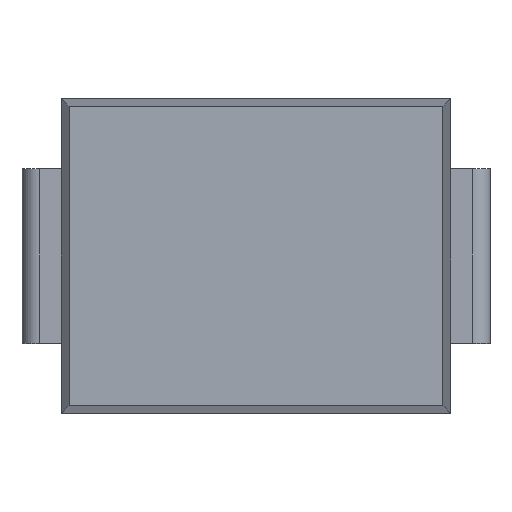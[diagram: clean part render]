
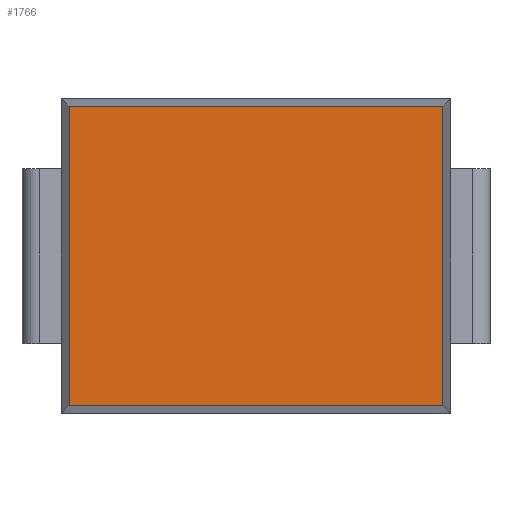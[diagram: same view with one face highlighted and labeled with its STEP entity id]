
A CAD part, top view. The second image highlights one B-rep face of the part: STEP entity #1766.
In plain terms, the highlighted planar face has unit normal (0, 0, 1).
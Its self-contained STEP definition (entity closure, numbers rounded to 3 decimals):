
#129=FACE_OUTER_BOUND('',#229,.T.);
#229=EDGE_LOOP('',(#1408,#1409,#1410,#1411));
#399=LINE('',#2738,#590);
#415=LINE('',#2771,#606);
#418=LINE('',#2776,#609);
#431=LINE('',#2802,#622);
#590=VECTOR('',#2193,1.);
#606=VECTOR('',#2215,1.);
#609=VECTOR('',#2220,1.);
#622=VECTOR('',#2247,1.);
#774=VERTEX_POINT('',#2730);
#777=VERTEX_POINT('',#2736);
#790=VERTEX_POINT('',#2768);
#791=VERTEX_POINT('',#2770);
#985=EDGE_CURVE('',#774,#777,#399,.T.);
#1001=EDGE_CURVE('',#790,#791,#415,.T.);
#1004=EDGE_CURVE('',#790,#774,#418,.T.);
#1017=EDGE_CURVE('',#791,#777,#431,.T.);
#1408=ORIENTED_EDGE('',*,*,#985,.T.);
#1409=ORIENTED_EDGE('',*,*,#1017,.F.);
#1410=ORIENTED_EDGE('',*,*,#1001,.F.);
#1411=ORIENTED_EDGE('',*,*,#1004,.T.);
#1684=PLANE('',#1894);
#1766=ADVANCED_FACE('',(#129),#1684,.T.);
#1894=AXIS2_PLACEMENT_3D('',#2801,#2245,#2246);
#2193=DIRECTION('',(-1.,0.,0.));
#2215=DIRECTION('',(-1.,0.,0.));
#2220=DIRECTION('',(0.,1.,0.));
#2245=DIRECTION('center_axis',(0.,0.,1.));
#2246=DIRECTION('ref_axis',(1.,0.,0.));
#2247=DIRECTION('',(0.,1.,0.));
#2730=CARTESIAN_POINT('',(78.321,-58.648,-475.261));
#2736=CARTESIAN_POINT('',(74.045,-58.648,-475.261));
#2738=CARTESIAN_POINT('',(76.183,-58.648,-475.261));
#2768=CARTESIAN_POINT('',(78.321,-62.074,-475.261));
#2770=CARTESIAN_POINT('',(74.045,-62.074,-475.261));
#2771=CARTESIAN_POINT('',(76.183,-62.074,-475.261));
#2776=CARTESIAN_POINT('',(78.321,-60.361,-475.261));
#2801=CARTESIAN_POINT('Origin',(76.183,-60.361,-475.261));
#2802=CARTESIAN_POINT('',(74.045,-60.361,-475.261));
